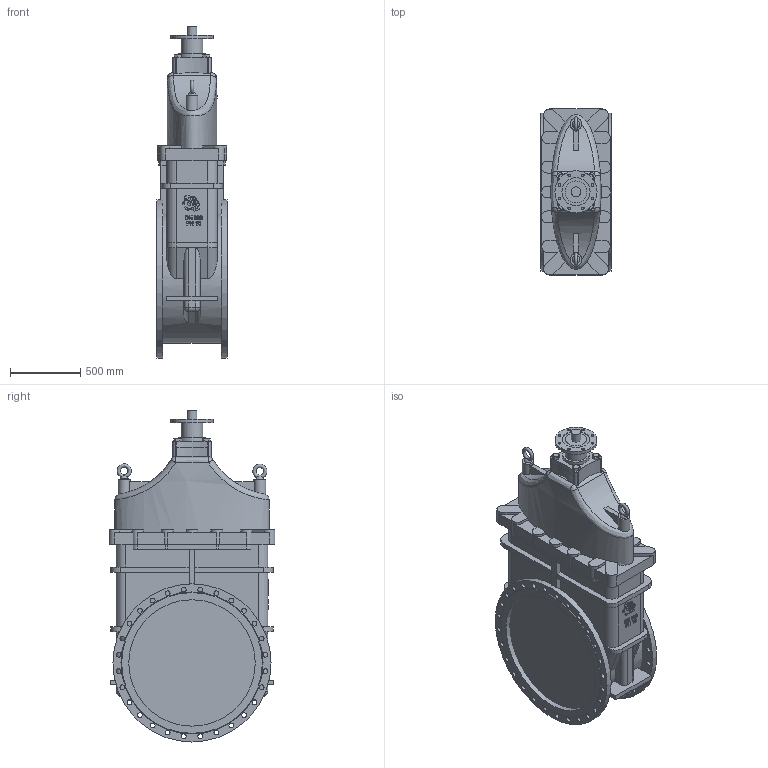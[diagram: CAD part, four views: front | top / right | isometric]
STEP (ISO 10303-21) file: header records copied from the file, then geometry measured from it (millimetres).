
FILE_DESCRIPTION(('STEP AP203'), '1');
FILE_NAME('3D_102-900-10', '', ('UNSPECIFIED'), ('UNSPECIFIED'), 'C3D Converter', 'C3D Toolkit', '');
FILE_SCHEMA(('CONFIG_CONTROL_DESIGN'));
Length unit declared in the file: millimetre
Bounding box: 510 x 1181.13 x 2362.5 mm (x, y, z)
Volume: 735569799 mm3; surface area: 9144883.1 mm2
Topology: 15 solids, 15 shells, 4183 faces, 12381 edges, 8249 vertices
Faces by surface type: plane 4005, cylinder 155, sphere 8, cone 6, bspline 5, torus 4
Full cylindrical faces by diameter (mm): 18 x8, 34 x56, 70 x1, 84.366 x2, 155.33 x1, 188.981 x1, 200 x1, 300 x1, 900 x2, 919.593 x1, 1125 x2
Entity records: 185234 total; most frequent: CARTESIAN_POINT 39722, ORIENTED_EDGE 24578, DIRECTION 20874, EDGE_CURVE 12289, LINE 11824, VECTOR 11824, VERTEX_POINT 8245, AXIS2_PLACEMENT_3D 4525
